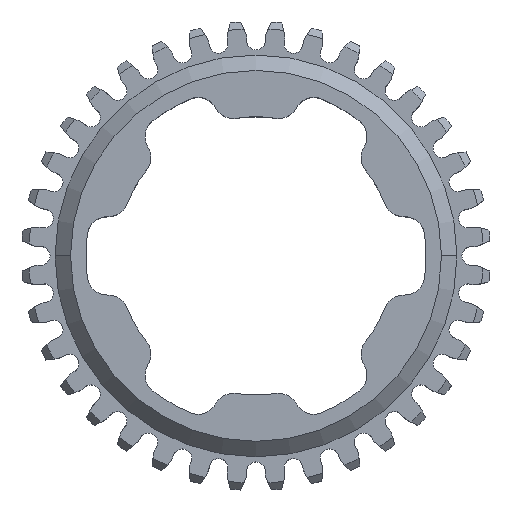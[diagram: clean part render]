
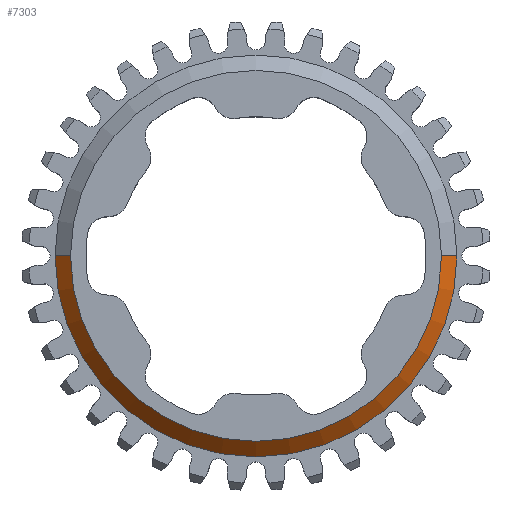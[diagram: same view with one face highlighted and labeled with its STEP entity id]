
A CAD part, top view. The second image highlights one B-rep face of the part: STEP entity #7303.
In plain terms, the highlighted conical face has half-angle 45 degrees and reference radius 20.637 mm.
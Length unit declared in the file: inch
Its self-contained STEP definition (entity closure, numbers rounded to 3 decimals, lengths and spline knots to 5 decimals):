
#182 = DIRECTION ( 'NONE',  ( 0., 0., -1. ) ) ;
#905 = AXIS2_PLACEMENT_3D ( 'NONE', #13732, #8519, #12262 ) ;
#1749 = CONICAL_SURFACE ( 'NONE', #905, 0.8125, 0.785 ) ;
#2146 = VERTEX_POINT ( 'NONE', #16137 ) ;
#2266 = ORIENTED_EDGE ( 'NONE', *, *, #9200, .F. ) ;
#2789 = CARTESIAN_POINT ( 'NONE',  ( 0., 0., 0.25 ) ) ;
#3658 = AXIS2_PLACEMENT_3D ( 'NONE', #2789, #182, #3992 ) ;
#3804 = VERTEX_POINT ( 'NONE', #12982 ) ;
#3992 = DIRECTION ( 'NONE',  ( -1., 0., 0. ) ) ;
#4319 = DIRECTION ( 'NONE',  ( 1., 0., 0. ) ) ;
#5480 = ORIENTED_EDGE ( 'NONE', *, *, #13248, .F. ) ;
#6698 = CIRCLE ( 'NONE', #11960, 0.8125 ) ;
#7016 = EDGE_CURVE ( 'NONE', #9742, #12184, #10085, .T. ) ;
#7303 = ADVANCED_FACE ( 'NONE', ( #8430 ), #1749, .T. ) ;
#7353 = VECTOR ( 'NONE', #14227, 39.37008 ) ;
#7620 = CARTESIAN_POINT ( 'NONE',  ( 0.8125, 0., 0.1875 ) ) ;
#7749 = DIRECTION ( 'NONE',  ( -0.707, 0., -0.707 ) ) ;
#7923 = CARTESIAN_POINT ( 'NONE',  ( -0.75, 0., 0.25 ) ) ;
#8134 = VECTOR ( 'NONE', #7749, 39.37008 ) ;
#8430 = FACE_OUTER_BOUND ( 'NONE', #14768, .T. ) ;
#8519 = DIRECTION ( 'NONE',  ( 0., 0., -1. ) ) ;
#8927 = LINE ( 'NONE', #7620, #7353 ) ;
#9010 = CARTESIAN_POINT ( 'NONE',  ( -0.8125, 0., 0.1875 ) ) ;
#9200 = EDGE_CURVE ( 'NONE', #2146, #12184, #6698, .T. ) ;
#9742 = VERTEX_POINT ( 'NONE', #7923 ) ;
#10085 = LINE ( 'NONE', #10259, #8134 ) ;
#10259 = CARTESIAN_POINT ( 'NONE',  ( -0.8125, 0., 0.1875 ) ) ;
#10611 = CIRCLE ( 'NONE', #3658, 0.75 ) ;
#11960 = AXIS2_PLACEMENT_3D ( 'NONE', #16372, #16464, #4319 ) ;
#12184 = VERTEX_POINT ( 'NONE', #9010 ) ;
#12262 = DIRECTION ( 'NONE',  ( -1., 0., 0. ) ) ;
#12749 = ORIENTED_EDGE ( 'NONE', *, *, #7016, .T. ) ;
#12982 = CARTESIAN_POINT ( 'NONE',  ( 0.75, 0., 0.25 ) ) ;
#13248 = EDGE_CURVE ( 'NONE', #3804, #2146, #8927, .T. ) ;
#13732 = CARTESIAN_POINT ( 'NONE',  ( 0., 0., 0.1875 ) ) ;
#14227 = DIRECTION ( 'NONE',  ( 0.707, 0., -0.707 ) ) ;
#14768 = EDGE_LOOP ( 'NONE', ( #5480, #15004, #12749, #2266 ) ) ;
#15004 = ORIENTED_EDGE ( 'NONE', *, *, #15999, .T. ) ;
#15999 = EDGE_CURVE ( 'NONE', #3804, #9742, #10611, .T. ) ;
#16137 = CARTESIAN_POINT ( 'NONE',  ( 0.8125, 0., 0.1875 ) ) ;
#16372 = CARTESIAN_POINT ( 'NONE',  ( 0., 0., 0.1875 ) ) ;
#16464 = DIRECTION ( 'NONE',  ( 0., 0., -1. ) ) ;
